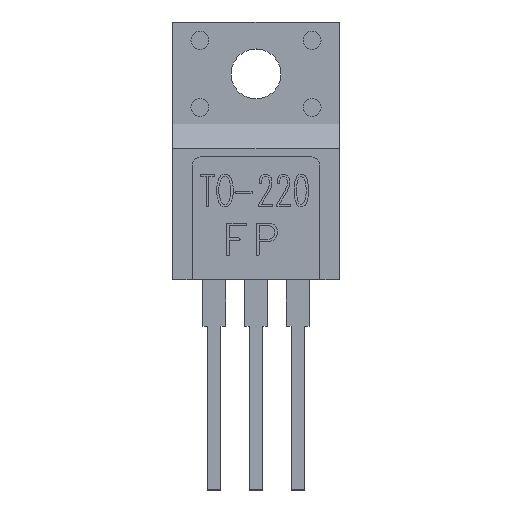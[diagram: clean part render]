
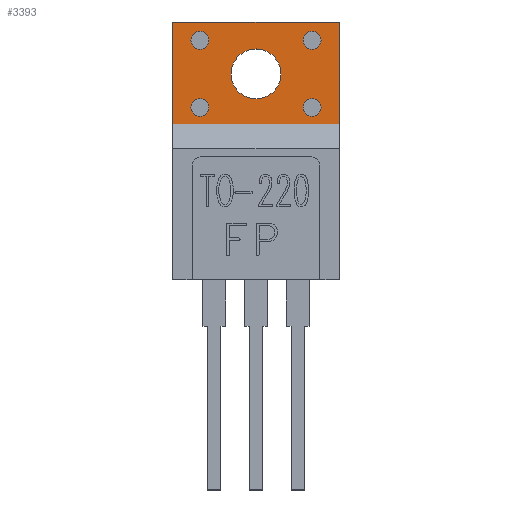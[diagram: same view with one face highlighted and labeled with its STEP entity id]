
A CAD part, top view. The second image highlights one B-rep face of the part: STEP entity #3393.
In plain terms, the highlighted planar face has unit normal (0, 0, 1).
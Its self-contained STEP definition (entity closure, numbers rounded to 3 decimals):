
#17 = CARTESIAN_POINT ( 'NONE',  ( -5.1, 1.625, 1.35 ) ) ;
#40 = CARTESIAN_POINT ( 'NONE',  ( 3.425, 2.65, 1.35 ) ) ;
#99 = ORIENTED_EDGE ( 'NONE', *, *, #14388, .T. ) ;
#248 = CARTESIAN_POINT ( 'NONE',  ( -3.425, 6.75, 1.35 ) ) ;
#326 = AXIS2_PLACEMENT_3D ( 'NONE', #14250, #1952, #6864 ) ;
#349 = VECTOR ( 'NONE', #14422, 1000. ) ;
#478 = DIRECTION ( 'NONE',  ( -1., 0., 0. ) ) ;
#616 = EDGE_LOOP ( 'NONE', ( #14208, #6312 ) ) ;
#642 = VERTEX_POINT ( 'NONE', #8732 ) ;
#680 = EDGE_CURVE ( 'NONE', #14203, #9795, #3913, .T. ) ;
#744 = AXIS2_PLACEMENT_3D ( 'NONE', #40, #4969, #9899 ) ;
#788 = LINE ( 'NONE', #15794, #349 ) ;
#893 = DIRECTION ( 'NONE',  ( 0., 0., 1. ) ) ;
#946 = EDGE_CURVE ( 'NONE', #9795, #14203, #3652, .T. ) ;
#1278 = PLANE ( 'NONE',  #9675 ) ;
#1528 = VERTEX_POINT ( 'NONE', #13213 ) ;
#1569 = ORIENTED_EDGE ( 'NONE', *, *, #13573, .T. ) ;
#1872 = VERTEX_POINT ( 'NONE', #17 ) ;
#1916 = CARTESIAN_POINT ( 'NONE',  ( -5.1, 7.875, 1.35 ) ) ;
#1952 = DIRECTION ( 'NONE',  ( 0., 0., 1. ) ) ;
#1982 = DIRECTION ( 'NONE',  ( 1., 0., 0. ) ) ;
#2068 = AXIS2_PLACEMENT_3D ( 'NONE', #13889, #5234, #478 ) ;
#2173 = CIRCLE ( 'NONE', #11720, 1.525 ) ;
#2249 = CARTESIAN_POINT ( 'NONE',  ( 3.975, 2.65, 1.35 ) ) ;
#2481 = ORIENTED_EDGE ( 'NONE', *, *, #2781, .F. ) ;
#2611 = VECTOR ( 'NONE', #14497, 1000. ) ;
#2621 = CARTESIAN_POINT ( 'NONE',  ( -3.975, 2.65, 1.35 ) ) ;
#2685 = DIRECTION ( 'NONE',  ( 0., 0., 1. ) ) ;
#2711 = VERTEX_POINT ( 'NONE', #8633 ) ;
#2781 = EDGE_CURVE ( 'NONE', #9182, #1872, #7386, .T. ) ;
#2960 = VERTEX_POINT ( 'NONE', #6115 ) ;
#3174 = EDGE_CURVE ( 'NONE', #8712, #4843, #7475, .T. ) ;
#3197 = EDGE_CURVE ( 'NONE', #9400, #642, #2173, .T. ) ;
#3385 = DIRECTION ( 'NONE',  ( 0., 0., 1. ) ) ;
#3393 = ADVANCED_FACE ( 'NONE', ( #15983, #14443, #13244, #13575, #7061, #10877 ), #1278, .T. ) ;
#3451 = VECTOR ( 'NONE', #4760, 1000. ) ;
#3604 = ORIENTED_EDGE ( 'NONE', *, *, #12263, .F. ) ;
#3652 = CIRCLE ( 'NONE', #2068, 0.55 ) ;
#3913 = CIRCLE ( 'NONE', #6200, 0.55 ) ;
#4012 = ORIENTED_EDGE ( 'NONE', *, *, #9743, .F. ) ;
#4179 = CARTESIAN_POINT ( 'NONE',  ( -2.875, 2.65, 1.35 ) ) ;
#4236 = EDGE_LOOP ( 'NONE', ( #6585, #5641 ) ) ;
#4321 = ORIENTED_EDGE ( 'NONE', *, *, #3174, .T. ) ;
#4369 = CARTESIAN_POINT ( 'NONE',  ( 0., 4.7, 1.35 ) ) ;
#4533 = CARTESIAN_POINT ( 'NONE',  ( -3.425, 2.65, 1.35 ) ) ;
#4564 = EDGE_LOOP ( 'NONE', ( #5778, #12603 ) ) ;
#4646 = LINE ( 'NONE', #9568, #2611 ) ;
#4745 = EDGE_LOOP ( 'NONE', ( #3604, #4012 ) ) ;
#4760 = DIRECTION ( 'NONE',  ( -1., 0., 0. ) ) ;
#4843 = VERTEX_POINT ( 'NONE', #1916 ) ;
#4933 = DIRECTION ( 'NONE',  ( 1., 0., 0. ) ) ;
#4969 = DIRECTION ( 'NONE',  ( 0., 0., 1. ) ) ;
#5060 = CARTESIAN_POINT ( 'NONE',  ( 5.1, 7.875, 1.35 ) ) ;
#5095 = DIRECTION ( 'NONE',  ( -1., 0., 0. ) ) ;
#5138 = DIRECTION ( 'NONE',  ( 1., 0., 0. ) ) ;
#5224 = AXIS2_PLACEMENT_3D ( 'NONE', #5727, #893, #7075 ) ;
#5234 = DIRECTION ( 'NONE',  ( 0., 0., 1. ) ) ;
#5641 = ORIENTED_EDGE ( 'NONE', *, *, #3197, .F. ) ;
#5727 = CARTESIAN_POINT ( 'NONE',  ( 3.425, 6.75, 1.35 ) ) ;
#5778 = ORIENTED_EDGE ( 'NONE', *, *, #14976, .F. ) ;
#5880 = DIRECTION ( 'NONE',  ( -1., 0., 0. ) ) ;
#6115 = CARTESIAN_POINT ( 'NONE',  ( 2.875, 2.65, 1.35 ) ) ;
#6200 = AXIS2_PLACEMENT_3D ( 'NONE', #4533, #10559, #5880 ) ;
#6312 = ORIENTED_EDGE ( 'NONE', *, *, #680, .F. ) ;
#6411 = DIRECTION ( 'NONE',  ( 0., 0., 1. ) ) ;
#6585 = ORIENTED_EDGE ( 'NONE', *, *, #7700, .F. ) ;
#6864 = DIRECTION ( 'NONE',  ( 1., 0., 0. ) ) ;
#7061 = FACE_OUTER_BOUND ( 'NONE', #8332, .T. ) ;
#7075 = DIRECTION ( 'NONE',  ( -1., 0., 0. ) ) ;
#7378 = VERTEX_POINT ( 'NONE', #12493 ) ;
#7386 = LINE ( 'NONE', #9843, #3451 ) ;
#7475 = LINE ( 'NONE', #11217, #12773 ) ;
#7545 = DIRECTION ( 'NONE',  ( 1., 0., 0. ) ) ;
#7700 = EDGE_CURVE ( 'NONE', #642, #9400, #15203, .T. ) ;
#8092 = DIRECTION ( 'NONE',  ( -1., 0., 0. ) ) ;
#8141 = CIRCLE ( 'NONE', #11784, 0.55 ) ;
#8332 = EDGE_LOOP ( 'NONE', ( #2481, #1569, #4321, #99 ) ) ;
#8633 = CARTESIAN_POINT ( 'NONE',  ( -2.875, 6.75, 1.35 ) ) ;
#8712 = VERTEX_POINT ( 'NONE', #5060 ) ;
#8732 = CARTESIAN_POINT ( 'NONE',  ( -1.525, 4.7, 1.35 ) ) ;
#8810 = CIRCLE ( 'NONE', #5224, 0.55 ) ;
#8930 = CARTESIAN_POINT ( 'NONE',  ( 0., 0., 1.35 ) ) ;
#9182 = VERTEX_POINT ( 'NONE', #9708 ) ;
#9229 = VERTEX_POINT ( 'NONE', #12191 ) ;
#9274 = DIRECTION ( 'NONE',  ( 0., 0., 1. ) ) ;
#9400 = VERTEX_POINT ( 'NONE', #12167 ) ;
#9568 = CARTESIAN_POINT ( 'NONE',  ( 5.1, 7.875, 1.35 ) ) ;
#9675 = AXIS2_PLACEMENT_3D ( 'NONE', #8930, #6411, #7545 ) ;
#9708 = CARTESIAN_POINT ( 'NONE',  ( 5.1, 1.625, 1.35 ) ) ;
#9743 = EDGE_CURVE ( 'NONE', #1528, #2711, #8141, .T. ) ;
#9795 = VERTEX_POINT ( 'NONE', #4179 ) ;
#9843 = CARTESIAN_POINT ( 'NONE',  ( -5.1, 1.625, 1.35 ) ) ;
#9869 = ORIENTED_EDGE ( 'NONE', *, *, #13756, .F. ) ;
#9899 = DIRECTION ( 'NONE',  ( 1., 0., 0. ) ) ;
#10428 = EDGE_CURVE ( 'NONE', #2960, #12904, #12070, .T. ) ;
#10536 = DIRECTION ( 'NONE',  ( 0., 0., 1. ) ) ;
#10559 = DIRECTION ( 'NONE',  ( 0., 0., 1. ) ) ;
#10877 = FACE_BOUND ( 'NONE', #4236, .T. ) ;
#11217 = CARTESIAN_POINT ( 'NONE',  ( -5.1, 7.875, 1.35 ) ) ;
#11700 = ORIENTED_EDGE ( 'NONE', *, *, #14371, .F. ) ;
#11720 = AXIS2_PLACEMENT_3D ( 'NONE', #4369, #9274, #1982 ) ;
#11784 = AXIS2_PLACEMENT_3D ( 'NONE', #13943, #2685, #5138 ) ;
#11991 = CARTESIAN_POINT ( 'NONE',  ( 3.425, 6.75, 1.35 ) ) ;
#12070 = CIRCLE ( 'NONE', #744, 0.55 ) ;
#12167 = CARTESIAN_POINT ( 'NONE',  ( 1.525, 4.7, 1.35 ) ) ;
#12183 = CIRCLE ( 'NONE', #14263, 0.55 ) ;
#12191 = CARTESIAN_POINT ( 'NONE',  ( 2.875, 6.75, 1.35 ) ) ;
#12263 = EDGE_CURVE ( 'NONE', #2711, #1528, #14277, .T. ) ;
#12433 = CIRCLE ( 'NONE', #326, 0.55 ) ;
#12493 = CARTESIAN_POINT ( 'NONE',  ( 3.975, 6.75, 1.35 ) ) ;
#12603 = ORIENTED_EDGE ( 'NONE', *, *, #10428, .F. ) ;
#12773 = VECTOR ( 'NONE', #5095, 1000. ) ;
#12904 = VERTEX_POINT ( 'NONE', #2249 ) ;
#13213 = CARTESIAN_POINT ( 'NONE',  ( -3.975, 6.75, 1.35 ) ) ;
#13244 = FACE_BOUND ( 'NONE', #4564, .T. ) ;
#13431 = CARTESIAN_POINT ( 'NONE',  ( 0., 4.7, 1.35 ) ) ;
#13515 = AXIS2_PLACEMENT_3D ( 'NONE', #248, #13827, #4933 ) ;
#13573 = EDGE_CURVE ( 'NONE', #9182, #8712, #4646, .T. ) ;
#13575 = FACE_BOUND ( 'NONE', #4745, .T. ) ;
#13756 = EDGE_CURVE ( 'NONE', #9229, #7378, #8810, .T. ) ;
#13827 = DIRECTION ( 'NONE',  ( 0., 0., 1. ) ) ;
#13889 = CARTESIAN_POINT ( 'NONE',  ( -3.425, 2.65, 1.35 ) ) ;
#13943 = CARTESIAN_POINT ( 'NONE',  ( -3.425, 6.75, 1.35 ) ) ;
#14203 = VERTEX_POINT ( 'NONE', #2621 ) ;
#14208 = ORIENTED_EDGE ( 'NONE', *, *, #946, .F. ) ;
#14246 = EDGE_LOOP ( 'NONE', ( #11700, #9869 ) ) ;
#14250 = CARTESIAN_POINT ( 'NONE',  ( 3.425, 2.65, 1.35 ) ) ;
#14263 = AXIS2_PLACEMENT_3D ( 'NONE', #11991, #10536, #8092 ) ;
#14277 = CIRCLE ( 'NONE', #13515, 0.55 ) ;
#14371 = EDGE_CURVE ( 'NONE', #7378, #9229, #12183, .T. ) ;
#14388 = EDGE_CURVE ( 'NONE', #4843, #1872, #788, .T. ) ;
#14398 = AXIS2_PLACEMENT_3D ( 'NONE', #13431, #3385, #14809 ) ;
#14422 = DIRECTION ( 'NONE',  ( 0., -1., 0. ) ) ;
#14443 = FACE_BOUND ( 'NONE', #616, .T. ) ;
#14497 = DIRECTION ( 'NONE',  ( 0., 1., 0. ) ) ;
#14809 = DIRECTION ( 'NONE',  ( 1., 0., 0. ) ) ;
#14976 = EDGE_CURVE ( 'NONE', #12904, #2960, #12433, .T. ) ;
#15203 = CIRCLE ( 'NONE', #14398, 1.525 ) ;
#15794 = CARTESIAN_POINT ( 'NONE',  ( -5.1, 7.875, 1.35 ) ) ;
#15983 = FACE_BOUND ( 'NONE', #14246, .T. ) ;
